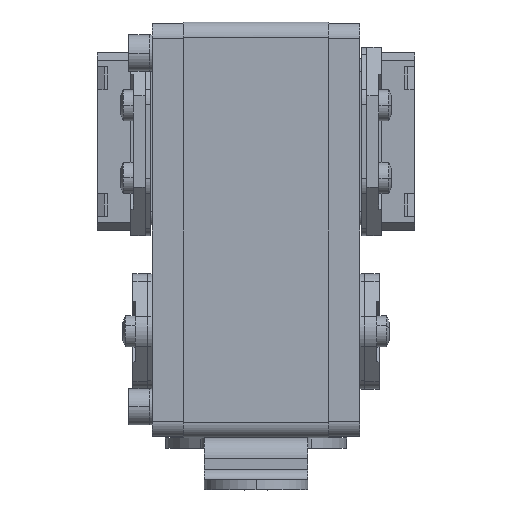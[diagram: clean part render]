
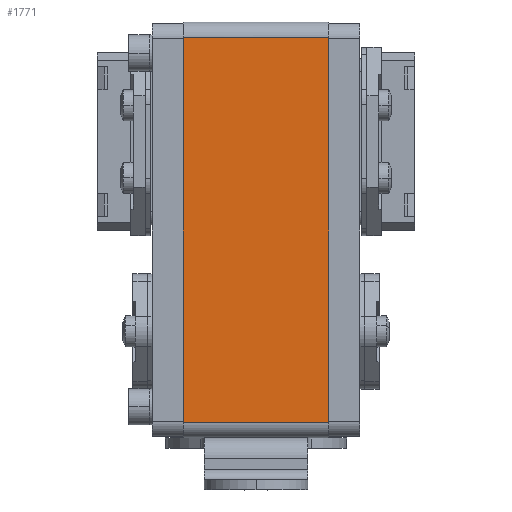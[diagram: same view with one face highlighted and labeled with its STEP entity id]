
A CAD part, front view. The second image highlights one B-rep face of the part: STEP entity #1771.
In plain terms, the highlighted planar face has unit normal (0, -1, 0).
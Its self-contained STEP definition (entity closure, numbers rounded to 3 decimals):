
#1763=AXIS2_PLACEMENT_3D('Plane Axis2P3D',#1760,#1761,#1762) ;
#37=CARTESIAN_POINT('Line Origine',(30.5,30.,13.)) ;
#41=CARTESIAN_POINT('Vertex',(16.5,30.,13.)) ;
#43=CARTESIAN_POINT('Vertex',(44.5,30.,13.)) ;
#101=CARTESIAN_POINT('Line Origine',(16.5,30.,50.)) ;
#105=CARTESIAN_POINT('Vertex',(16.5,30.,87.)) ;
#1670=CARTESIAN_POINT('Line Origine',(30.5,30.,87.)) ;
#1674=CARTESIAN_POINT('Vertex',(44.5,30.,87.)) ;
#1694=CARTESIAN_POINT('Line Origine',(44.5,30.,50.)) ;
#1760=CARTESIAN_POINT('Axis2P3D Location',(30.5,30.,13.)) ;
#38=DIRECTION('Vector Direction',(1.,0.,0.)) ;
#102=DIRECTION('Vector Direction',(0.,0.,-1.)) ;
#1671=DIRECTION('Vector Direction',(1.,0.,0.)) ;
#1695=DIRECTION('Vector Direction',(0.,0.,-1.)) ;
#1761=DIRECTION('Axis2P3D Direction',(0.,1.,0.)) ;
#1762=DIRECTION('Axis2P3D XDirection',(0.,0.,1.)) ;
#39=VECTOR('Line Direction',#38,1.) ;
#103=VECTOR('Line Direction',#102,1.) ;
#1672=VECTOR('Line Direction',#1671,1.) ;
#1696=VECTOR('Line Direction',#1695,1.) ;
#1766=ORIENTED_EDGE('',*,*,#1698,.F.) ;
#1767=ORIENTED_EDGE('',*,*,#1676,.F.) ;
#1768=ORIENTED_EDGE('',*,*,#107,.T.) ;
#1769=ORIENTED_EDGE('',*,*,#45,.T.) ;
#1771=ADVANCED_FACE('Hauptk\X2\00F6\X0\rper',(#1770),#1764,.F.) ;
#45=EDGE_CURVE('',#42,#44,#40,.T.) ;
#107=EDGE_CURVE('',#106,#42,#104,.T.) ;
#1676=EDGE_CURVE('',#106,#1675,#1673,.T.) ;
#1698=EDGE_CURVE('',#1675,#44,#1697,.T.) ;
#1765=EDGE_LOOP('',(#1766,#1767,#1768,#1769)) ;
#1770=FACE_OUTER_BOUND('',#1765,.T.) ;
#40=LINE('Line',#37,#39) ;
#104=LINE('Line',#101,#103) ;
#1673=LINE('Line',#1670,#1672) ;
#1697=LINE('Line',#1694,#1696) ;
#1764=PLANE('',#1763) ;
#42=VERTEX_POINT('',#41) ;
#44=VERTEX_POINT('',#43) ;
#106=VERTEX_POINT('',#105) ;
#1675=VERTEX_POINT('',#1674) ;
